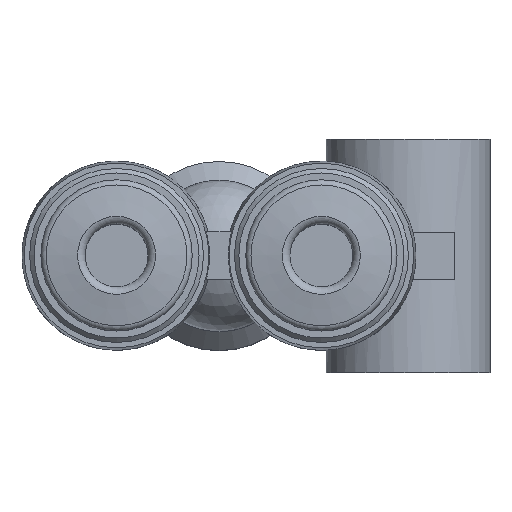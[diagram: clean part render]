
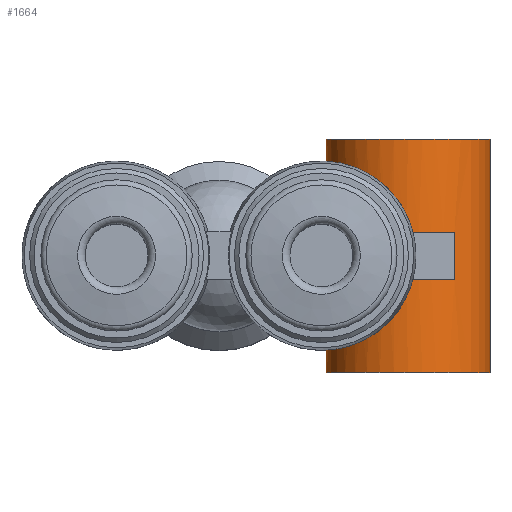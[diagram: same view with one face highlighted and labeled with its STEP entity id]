
A CAD part, top view. The second image highlights one B-rep face of the part: STEP entity #1664.
In plain terms, the highlighted cylindrical face has radius 2.6 mm (diameter 5.2 mm), a full revolution.
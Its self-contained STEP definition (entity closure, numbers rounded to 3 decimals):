
#57=B_SPLINE_CURVE_WITH_KNOTS('',3,(#2225,#2226,#2227,#2228,#2229),
 .UNSPECIFIED.,.F.,.F.,(4,1,4),(0.001,0.002,
0.004),.UNSPECIFIED.);
#59=B_SPLINE_CURVE_WITH_KNOTS('',3,(#2239,#2240,#2241,#2242,#2243),
 .UNSPECIFIED.,.F.,.F.,(4,1,4),(0.005,0.006,
0.008),.UNSPECIFIED.);
#62=B_SPLINE_CURVE_WITH_KNOTS('',3,(#2254,#2255,#2256,#2257,#2258),
 .UNSPECIFIED.,.F.,.F.,(4,1,4),(0.,0.002,
0.003),.UNSPECIFIED.);
#90=B_SPLINE_CURVE_WITH_KNOTS('',3,(#2571,#2572,#2573,#2574,#2575),
 .UNSPECIFIED.,.F.,.F.,(4,1,4),(0.016,0.018,0.019),
 .UNSPECIFIED.);
#105=LINE('',#2581,#123);
#106=LINE('',#2587,#124);
#123=VECTOR('',#2126,1000.);
#124=VECTOR('',#2131,1000.);
#147=CYLINDRICAL_SURFACE('',#1815,2.6);
#364=ORIENTED_EDGE('',*,*,#535,.F.);
#365=ORIENTED_EDGE('',*,*,#536,.T.);
#366=ORIENTED_EDGE('',*,*,#537,.T.);
#367=ORIENTED_EDGE('',*,*,#538,.T.);
#368=ORIENTED_EDGE('',*,*,#438,.F.);
#369=ORIENTED_EDGE('',*,*,#534,.T.);
#370=ORIENTED_EDGE('',*,*,#539,.T.);
#371=ORIENTED_EDGE('',*,*,#540,.F.);
#372=ORIENTED_EDGE('',*,*,#541,.F.);
#373=ORIENTED_EDGE('',*,*,#432,.T.);
#374=ORIENTED_EDGE('',*,*,#435,.F.);
#375=ORIENTED_EDGE('',*,*,#542,.F.);
#432=EDGE_CURVE('',#562,#566,#57,.T.);
#435=EDGE_CURVE('',#569,#566,#59,.T.);
#438=EDGE_CURVE('',#571,#572,#62,.T.);
#534=EDGE_CURVE('',#571,#647,#90,.T.);
#535=EDGE_CURVE('',#648,#648,#727,.T.);
#536=EDGE_CURVE('',#649,#649,#728,.T.);
#537=EDGE_CURVE('',#650,#651,#105,.F.);
#538=EDGE_CURVE('',#651,#572,#729,.T.);
#539=EDGE_CURVE('',#647,#652,#730,.T.);
#540=EDGE_CURVE('',#653,#652,#106,.F.);
#541=EDGE_CURVE('',#562,#653,#731,.T.);
#542=EDGE_CURVE('',#650,#569,#732,.T.);
#562=VERTEX_POINT('',#2213);
#566=VERTEX_POINT('',#2224);
#569=VERTEX_POINT('',#2238);
#571=VERTEX_POINT('',#2259);
#572=VERTEX_POINT('',#2260);
#647=VERTEX_POINT('',#2570);
#648=VERTEX_POINT('',#2578);
#649=VERTEX_POINT('',#2580);
#650=VERTEX_POINT('',#2582);
#651=VERTEX_POINT('',#2583);
#652=VERTEX_POINT('',#2586);
#653=VERTEX_POINT('',#2588);
#727=CIRCLE('',#1816,2.6);
#728=CIRCLE('',#1817,2.6);
#729=CIRCLE('',#1818,2.6);
#730=CIRCLE('',#1819,2.6);
#731=CIRCLE('',#1820,2.6);
#732=CIRCLE('',#1821,2.6);
#848=EDGE_LOOP('',(#364));
#849=EDGE_LOOP('',(#365));
#850=EDGE_LOOP('',(#366,#367,#368,#369,#370,#371,#372,#373,#374,#375));
#983=FACE_BOUND('',#848,.T.);
#984=FACE_BOUND('',#849,.T.);
#985=FACE_BOUND('',#850,.T.);
#1664=ADVANCED_FACE('',(#983,#984,#985),#147,.T.);
#1815=AXIS2_PLACEMENT_3D('',#2576,#2120,#2121);
#1816=AXIS2_PLACEMENT_3D('',#2577,#2122,#2123);
#1817=AXIS2_PLACEMENT_3D('',#2579,#2124,#2125);
#1818=AXIS2_PLACEMENT_3D('',#2584,#2127,#2128);
#1819=AXIS2_PLACEMENT_3D('',#2585,#2129,#2130);
#1820=AXIS2_PLACEMENT_3D('',#2589,#2132,#2133);
#1821=AXIS2_PLACEMENT_3D('',#2590,#2134,#2135);
#2120=DIRECTION('',(0.,-1.,0.));
#2121=DIRECTION('',(0.,0.,-1.));
#2122=DIRECTION('',(0.,-1.,0.));
#2123=DIRECTION('',(0.,0.,-1.));
#2124=DIRECTION('',(0.,-1.,0.));
#2125=DIRECTION('',(0.,0.,-1.));
#2126=DIRECTION('',(0.,-1.,0.));
#2127=DIRECTION('',(0.,1.,0.));
#2128=DIRECTION('',(0.,0.,1.));
#2129=DIRECTION('',(0.,1.,0.));
#2130=DIRECTION('',(0.,0.,1.));
#2131=DIRECTION('',(0.,-1.,0.));
#2132=DIRECTION('',(0.,1.,0.));
#2133=DIRECTION('',(0.,0.,1.));
#2134=DIRECTION('',(0.,1.,0.));
#2135=DIRECTION('',(0.,0.,1.));
#2213=CARTESIAN_POINT('',(5.53,-0.75,2.557));
#2224=CARTESIAN_POINT('',(3.621,-2.371,1.05));
#2225=CARTESIAN_POINT('',(5.53,-0.75,2.557));
#2226=CARTESIAN_POINT('',(5.361,-1.262,2.526));
#2227=CARTESIAN_POINT('',(4.634,-2.147,2.37));
#2228=CARTESIAN_POINT('',(3.837,-2.337,1.538));
#2229=CARTESIAN_POINT('',(3.621,-2.371,1.05));
#2238=CARTESIAN_POINT('',(3.687,-0.75,-1.188));
#2239=CARTESIAN_POINT('',(3.687,-0.75,-1.188));
#2240=CARTESIAN_POINT('',(3.613,-1.226,-1.042));
#2241=CARTESIAN_POINT('',(3.332,-2.078,-0.458));
#2242=CARTESIAN_POINT('',(3.415,-2.403,0.583));
#2243=CARTESIAN_POINT('',(3.621,-2.371,1.05));
#2254=CARTESIAN_POINT('',(3.621,2.371,1.05));
#2255=CARTESIAN_POINT('',(3.416,2.403,0.584));
#2256=CARTESIAN_POINT('',(3.331,2.079,-0.456));
#2257=CARTESIAN_POINT('',(3.612,1.227,-1.042));
#2258=CARTESIAN_POINT('',(3.687,0.75,-1.188));
#2259=CARTESIAN_POINT('',(3.621,2.371,1.05));
#2260=CARTESIAN_POINT('',(3.687,0.75,-1.188));
#2570=CARTESIAN_POINT('',(5.53,0.75,2.557));
#2571=CARTESIAN_POINT('',(3.621,2.371,1.05));
#2572=CARTESIAN_POINT('',(3.836,2.337,1.537));
#2573=CARTESIAN_POINT('',(4.627,2.153,2.367));
#2574=CARTESIAN_POINT('',(5.363,1.258,2.526));
#2575=CARTESIAN_POINT('',(5.53,0.75,2.557));
#2576=CARTESIAN_POINT('',(6.,-3.7,0.));
#2577=CARTESIAN_POINT('',(6.,-3.7,0.));
#2578=CARTESIAN_POINT('',(6.,-3.7,-2.6));
#2579=CARTESIAN_POINT('',(6.,3.7,0.));
#2580=CARTESIAN_POINT('',(6.,3.7,-2.6));
#2581=CARTESIAN_POINT('',(3.989,0.,-1.648));
#2582=CARTESIAN_POINT('',(3.989,-0.75,-1.648));
#2583=CARTESIAN_POINT('',(3.989,0.75,-1.648));
#2584=CARTESIAN_POINT('',(6.,0.75,0.));
#2585=CARTESIAN_POINT('',(6.,0.75,0.));
#2586=CARTESIAN_POINT('',(7.469,0.75,2.145));
#2587=CARTESIAN_POINT('',(7.469,-3.7,2.145));
#2588=CARTESIAN_POINT('',(7.469,-0.75,2.145));
#2589=CARTESIAN_POINT('',(6.,-0.75,0.));
#2590=CARTESIAN_POINT('',(6.,-0.75,0.));
